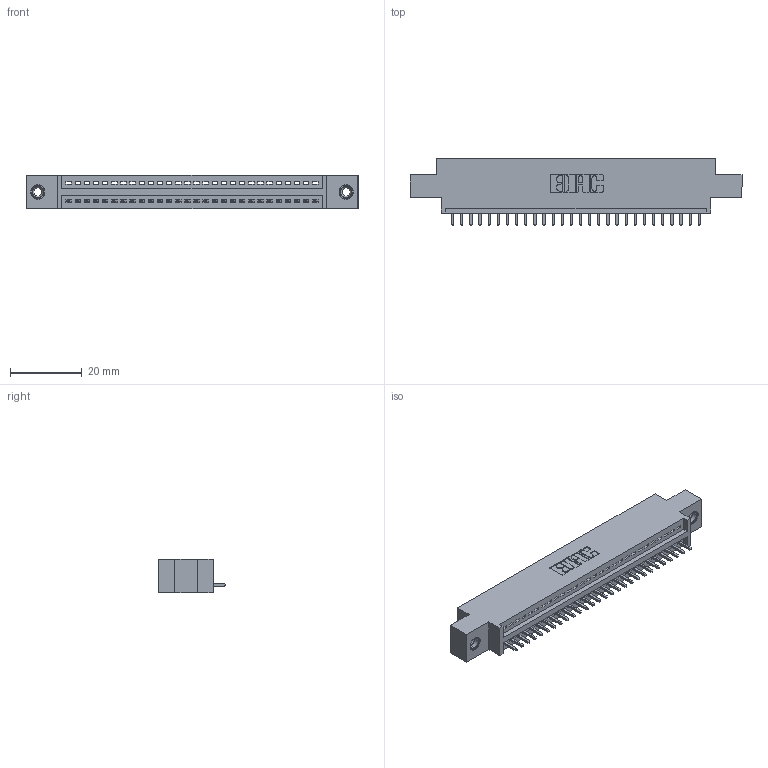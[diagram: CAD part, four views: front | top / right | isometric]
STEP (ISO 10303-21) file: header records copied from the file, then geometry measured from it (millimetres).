
FILE_DESCRIPTION (( 'STEP AP203' ), '1' );
FILE_NAME ('345-028-521-608.STEP', '2018-08-22T08:35:42', ( '' ), ( '' ), 'SwSTEP 2.0', 'SolidWorks 2016', '' );
FILE_SCHEMA (( 'CONFIG_CONTROL_DESIGN' ));
Length unit declared in the file: inch
Products named in the file (4): 345 Part_0.170 Offset - 0.156 Dia-TI; 345-292-001_345-293-121; 345-250-001_345-250-003-102; 345-028-521-608
Assembly tree (31 placements, depth 2):
  345-028-521-608
    345 Part_0.170 Offset - 0.156 Dia-TI
    345-292-001_345-293-121  x28
    345-250-001_345-250-003-102  x2
Bounding box: 92.33 x 18.72 x 9.4 mm (x, y, z)
Volume: 8455.3 mm3; surface area: 10880.1 mm2
Topology: 31 solids, 31 shells, 1814 faces, 5417 edges, 3566 vertices
Faces by surface type: plane 1236, cylinder 562, cone 12, torus 4
Entity records: 24294 total; most frequent: CARTESIAN_POINT 4191, ORIENTED_EDGE 4146, DIRECTION 3707, EDGE_CURVE 2073, LINE 1809, VECTOR 1809, VERTEX_POINT 1376, AXIS2_PLACEMENT_3D 949
